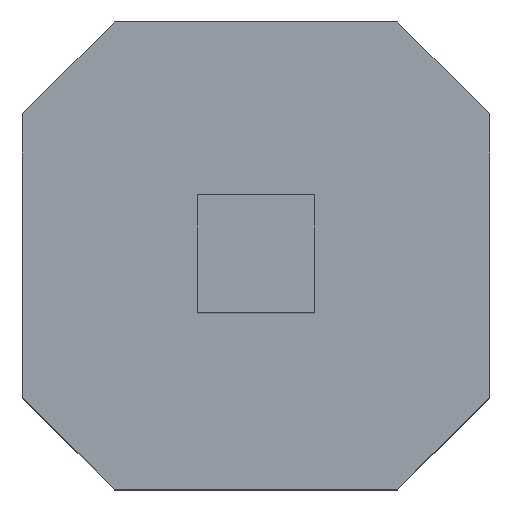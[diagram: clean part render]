
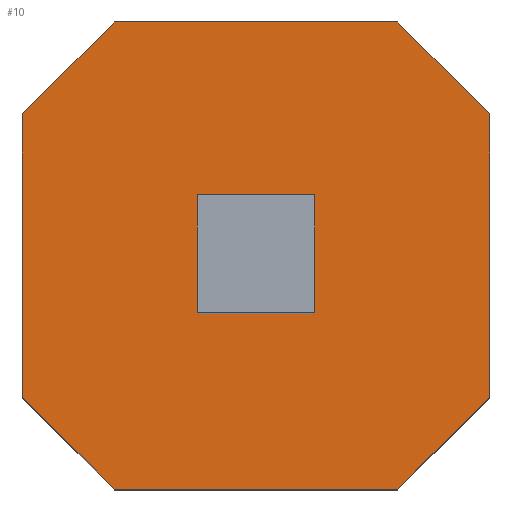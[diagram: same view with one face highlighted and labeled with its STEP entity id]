
A CAD part, top view. The second image highlights one B-rep face of the part: STEP entity #10.
In plain terms, the highlighted planar face has unit normal (0, 0, 1).
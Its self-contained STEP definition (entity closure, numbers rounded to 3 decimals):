
#7 = ORIENTED_EDGE ( 'NONE', *, *, #47, .T. ) ;
#8 = ORIENTED_EDGE ( 'NONE', *, *, #12, .T. ) ;
#9 = EDGE_LOOP ( 'NONE', ( #7, #8, #11, #221, #17, #13, #21, #19 ) ) ;
#10 = ADVANCED_FACE ( 'NONE', ( #59 ), #239, .T. ) ;
#11 = ORIENTED_EDGE ( 'NONE', *, *, #35, .T. ) ;
#12 = EDGE_CURVE ( 'NONE', #146, #38, #234, .T. ) ;
#13 = ORIENTED_EDGE ( 'NONE', *, *, #18, .T. ) ;
#17 = ORIENTED_EDGE ( 'NONE', *, *, #30, .T. ) ;
#18 = EDGE_CURVE ( 'NONE', #26, #158, #139, .T. ) ;
#19 = ORIENTED_EDGE ( 'NONE', *, *, #147, .T. ) ;
#21 = ORIENTED_EDGE ( 'NONE', *, *, #157, .T. ) ;
#26 = VERTEX_POINT ( 'NONE', #129 ) ;
#30 = EDGE_CURVE ( 'NONE', #32, #26, #200, .T. ) ;
#32 = VERTEX_POINT ( 'NONE', #192 ) ;
#35 = EDGE_CURVE ( 'NONE', #38, #40, #190, .T. ) ;
#38 = VERTEX_POINT ( 'NONE', #335 ) ;
#40 = VERTEX_POINT ( 'NONE', #333 ) ;
#46 = VERTEX_POINT ( 'NONE', #306 ) ;
#47 = EDGE_CURVE ( 'NONE', #46, #146, #305, .T. ) ;
#50 = EDGE_CURVE ( 'NONE', #40, #32, #301, .T. ) ;
#59 = FACE_OUTER_BOUND ( 'NONE', #9, .T. ) ;
#127 = VERTEX_POINT ( 'NONE', #428 ) ;
#129 = CARTESIAN_POINT ( 'NONE',  ( -0.77, 1.27, 2.54 ) ) ;
#136 = DIRECTION ( 'NONE',  ( -0.707, -0.707, 0. ) ) ;
#137 = VECTOR ( 'NONE', #136, 1000. ) ;
#138 = CARTESIAN_POINT ( 'NONE',  ( -1.02, 1.02, 2.54 ) ) ;
#139 = LINE ( 'NONE', #138, #137 ) ;
#144 = DIRECTION ( 'NONE',  ( 0.707, 0.707, 0. ) ) ;
#146 = VERTEX_POINT ( 'NONE', #423 ) ;
#147 = EDGE_CURVE ( 'NONE', #127, #46, #421, .T. ) ;
#157 = EDGE_CURVE ( 'NONE', #158, #127, #461, .T. ) ;
#158 = VERTEX_POINT ( 'NONE', #457 ) ;
#187 = DIRECTION ( 'NONE',  ( 0., 1., 0. ) ) ;
#188 = VECTOR ( 'NONE', #187, 1000. ) ;
#189 = CARTESIAN_POINT ( 'NONE',  ( 1.27, 1.27, 2.54 ) ) ;
#190 = LINE ( 'NONE', #189, #188 ) ;
#192 = CARTESIAN_POINT ( 'NONE',  ( 0.77, 1.27, 2.54 ) ) ;
#197 = DIRECTION ( 'NONE',  ( -1., 0., 0. ) ) ;
#198 = VECTOR ( 'NONE', #197, 1000. ) ;
#199 = CARTESIAN_POINT ( 'NONE',  ( -1.27, 1.27, 2.54 ) ) ;
#200 = LINE ( 'NONE', #199, #198 ) ;
#221 = ORIENTED_EDGE ( 'NONE', *, *, #50, .T. ) ;
#232 = VECTOR ( 'NONE', #144, 1000. ) ;
#233 = CARTESIAN_POINT ( 'NONE',  ( 1.02, -1.02, 2.54 ) ) ;
#234 = LINE ( 'NONE', #233, #232 ) ;
#235 = DIRECTION ( 'NONE',  ( 1., 0., 0. ) ) ;
#236 = DIRECTION ( 'NONE',  ( 0., 0., 1. ) ) ;
#237 = CARTESIAN_POINT ( 'NONE',  ( -1.27, 1.27, 2.54 ) ) ;
#238 = AXIS2_PLACEMENT_3D ( 'NONE', #237, #236, #235 ) ;
#239 = PLANE ( 'NONE',  #238 ) ;
#298 = DIRECTION ( 'NONE',  ( -0.707, 0.707, 0. ) ) ;
#299 = VECTOR ( 'NONE', #298, 1000. ) ;
#300 = CARTESIAN_POINT ( 'NONE',  ( -0.25, 2.29, 2.54 ) ) ;
#301 = LINE ( 'NONE', #300, #299 ) ;
#302 = DIRECTION ( 'NONE',  ( 1., 0., 0. ) ) ;
#303 = VECTOR ( 'NONE', #302, 1000. ) ;
#304 = CARTESIAN_POINT ( 'NONE',  ( -1.27, -1.27, 2.54 ) ) ;
#305 = LINE ( 'NONE', #304, #303 ) ;
#306 = CARTESIAN_POINT ( 'NONE',  ( -0.77, -1.27, 2.54 ) ) ;
#333 = CARTESIAN_POINT ( 'NONE',  ( 1.27, 0.77, 2.54 ) ) ;
#335 = CARTESIAN_POINT ( 'NONE',  ( 1.27, -0.77, 2.54 ) ) ;
#418 = DIRECTION ( 'NONE',  ( 0.707, -0.707, 0. ) ) ;
#419 = VECTOR ( 'NONE', #418, 1000. ) ;
#420 = CARTESIAN_POINT ( 'NONE',  ( -2.29, 0.25, 2.54 ) ) ;
#421 = LINE ( 'NONE', #420, #419 ) ;
#423 = CARTESIAN_POINT ( 'NONE',  ( 0.77, -1.27, 2.54 ) ) ;
#428 = CARTESIAN_POINT ( 'NONE',  ( -1.27, -0.77, 2.54 ) ) ;
#457 = CARTESIAN_POINT ( 'NONE',  ( -1.27, 0.77, 2.54 ) ) ;
#458 = DIRECTION ( 'NONE',  ( 0., -1., 0. ) ) ;
#459 = VECTOR ( 'NONE', #458, 1000. ) ;
#460 = CARTESIAN_POINT ( 'NONE',  ( -1.27, 1.27, 2.54 ) ) ;
#461 = LINE ( 'NONE', #460, #459 ) ;
